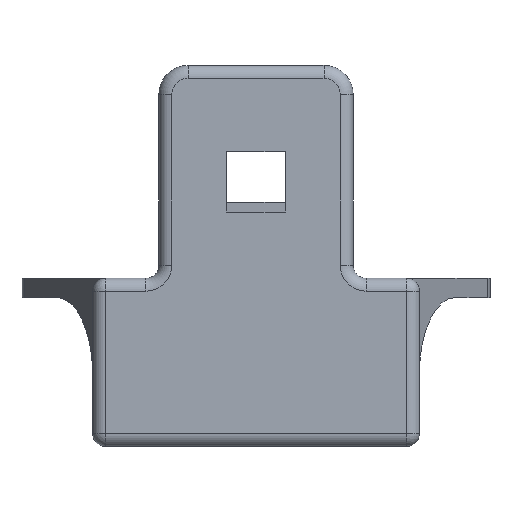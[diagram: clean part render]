
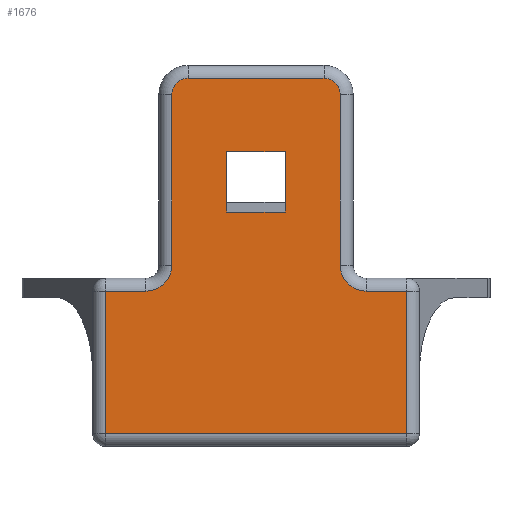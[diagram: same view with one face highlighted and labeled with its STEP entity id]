
A CAD part, front view. The second image highlights one B-rep face of the part: STEP entity #1676.
In plain terms, the highlighted planar face has unit normal (0, -1, 0).
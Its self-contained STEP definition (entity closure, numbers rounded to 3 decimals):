
#46=FACE_BOUND('',#282,.T.);
#84=PLANE('',#1849);
#174=FACE_OUTER_BOUND('',#281,.T.);
#281=EDGE_LOOP('',(#1444,#1445,#1446,#1447,#1448,#1449,#1450,#1451,#1452,
#1453,#1454,#1455));
#282=EDGE_LOOP('',(#1456,#1457,#1458,#1459));
#376=LINE('',#2612,#529);
#378=LINE('',#2624,#531);
#383=LINE('',#2639,#536);
#402=LINE('',#2697,#555);
#405=LINE('',#2717,#558);
#408=LINE('',#2727,#561);
#421=LINE('',#2765,#574);
#434=LINE('',#2803,#587);
#437=LINE('',#2816,#590);
#438=LINE('',#2818,#591);
#439=LINE('',#2820,#592);
#440=LINE('',#2821,#593);
#529=VECTOR('',#2077,10.);
#531=VECTOR('',#2091,10.);
#536=VECTOR('',#2108,10.);
#555=VECTOR('',#2159,10.);
#558=VECTOR('',#2182,10.);
#561=VECTOR('',#2195,10.);
#574=VECTOR('',#2236,10.);
#587=VECTOR('',#2289,10.);
#590=VECTOR('',#2308,10.);
#591=VECTOR('',#2309,10.);
#592=VECTOR('',#2310,10.);
#593=VECTOR('',#2311,10.);
#645=CIRCLE('',#1761,4.);
#651=CIRCLE('',#1769,2.5);
#668=CIRCLE('',#1799,4.);
#671=CIRCLE('',#1804,2.5);
#762=VERTEX_POINT('',#2604);
#763=VERTEX_POINT('',#2606);
#764=VERTEX_POINT('',#2610);
#765=VERTEX_POINT('',#2615);
#768=VERTEX_POINT('',#2620);
#772=VERTEX_POINT('',#2637);
#795=VERTEX_POINT('',#2696);
#799=VERTEX_POINT('',#2708);
#800=VERTEX_POINT('',#2710);
#802=VERTEX_POINT('',#2715);
#803=VERTEX_POINT('',#2723);
#815=VERTEX_POINT('',#2764);
#821=VERTEX_POINT('',#2814);
#822=VERTEX_POINT('',#2815);
#823=VERTEX_POINT('',#2817);
#824=VERTEX_POINT('',#2819);
#937=EDGE_CURVE('',#762,#763,#645,.T.);
#940=EDGE_CURVE('',#764,#762,#376,.T.);
#945=EDGE_CURVE('',#768,#765,#651,.T.);
#946=EDGE_CURVE('',#763,#768,#378,.T.);
#954=EDGE_CURVE('',#772,#764,#383,.T.);
#983=EDGE_CURVE('',#765,#795,#402,.T.);
#990=EDGE_CURVE('',#799,#800,#668,.T.);
#993=EDGE_CURVE('',#802,#799,#405,.T.);
#995=EDGE_CURVE('',#795,#802,#671,.T.);
#999=EDGE_CURVE('',#800,#803,#408,.T.);
#1018=EDGE_CURVE('',#803,#815,#421,.T.);
#1038=EDGE_CURVE('',#815,#772,#434,.T.);
#1043=EDGE_CURVE('',#821,#822,#437,.T.);
#1044=EDGE_CURVE('',#823,#821,#438,.T.);
#1045=EDGE_CURVE('',#824,#823,#439,.T.);
#1046=EDGE_CURVE('',#822,#824,#440,.T.);
#1444=ORIENTED_EDGE('',*,*,#940,.F.);
#1445=ORIENTED_EDGE('',*,*,#954,.F.);
#1446=ORIENTED_EDGE('',*,*,#1038,.F.);
#1447=ORIENTED_EDGE('',*,*,#1018,.F.);
#1448=ORIENTED_EDGE('',*,*,#999,.F.);
#1449=ORIENTED_EDGE('',*,*,#990,.F.);
#1450=ORIENTED_EDGE('',*,*,#993,.F.);
#1451=ORIENTED_EDGE('',*,*,#995,.F.);
#1452=ORIENTED_EDGE('',*,*,#983,.F.);
#1453=ORIENTED_EDGE('',*,*,#945,.F.);
#1454=ORIENTED_EDGE('',*,*,#946,.F.);
#1455=ORIENTED_EDGE('',*,*,#937,.F.);
#1456=ORIENTED_EDGE('',*,*,#1043,.F.);
#1457=ORIENTED_EDGE('',*,*,#1044,.F.);
#1458=ORIENTED_EDGE('',*,*,#1045,.F.);
#1459=ORIENTED_EDGE('',*,*,#1046,.F.);
#1676=ADVANCED_FACE('',(#174,#46),#84,.T.);
#1761=AXIS2_PLACEMENT_3D('',#2607,#2069,#2070);
#1769=AXIS2_PLACEMENT_3D('',#2622,#2087,#2088);
#1799=AXIS2_PLACEMENT_3D('',#2711,#2174,#2175);
#1804=AXIS2_PLACEMENT_3D('',#2720,#2186,#2187);
#1849=AXIS2_PLACEMENT_3D('',#2813,#2306,#2307);
#2069=DIRECTION('center_axis',(0.,-1.,0.));
#2070=DIRECTION('ref_axis',(0.707,0.,-0.707));
#2077=DIRECTION('',(1.,0.,0.));
#2087=DIRECTION('center_axis',(0.,1.,0.));
#2088=DIRECTION('ref_axis',(-0.957,0.,0.29));
#2091=DIRECTION('',(0.,0.,1.));
#2108=DIRECTION('',(0.,0.,1.));
#2159=DIRECTION('',(1.,0.,0.));
#2174=DIRECTION('center_axis',(0.,-1.,0.));
#2175=DIRECTION('ref_axis',(-0.707,0.,-0.707));
#2182=DIRECTION('',(0.,0.,-1.));
#2186=DIRECTION('center_axis',(0.,1.,0.));
#2187=DIRECTION('ref_axis',(0.957,0.,0.29));
#2195=DIRECTION('',(1.,0.,0.));
#2236=DIRECTION('',(0.,0.,-1.));
#2289=DIRECTION('',(-1.,0.,0.));
#2306=DIRECTION('center_axis',(0.,-1.,0.));
#2307=DIRECTION('ref_axis',(1.,0.,0.));
#2308=DIRECTION('',(1.,0.,0.));
#2309=DIRECTION('',(0.,0.,-1.));
#2310=DIRECTION('',(-1.,0.,0.));
#2311=DIRECTION('',(0.,0.,1.));
#2604=CARTESIAN_POINT('',(-16.998,-4.05,-34.942));
#2606=CARTESIAN_POINT('',(-12.998,-4.05,-30.942));
#2607=CARTESIAN_POINT('Origin',(-16.998,-4.05,-30.942));
#2610=CARTESIAN_POINT('',(-23.225,-4.05,-34.942));
#2612=CARTESIAN_POINT('',(5.251,-4.05,-34.942));
#2615=CARTESIAN_POINT('',(-10.498,-4.05,-2.08));
#2620=CARTESIAN_POINT('',(-12.998,-4.05,-4.58));
#2622=CARTESIAN_POINT('Origin',(-10.498,-4.05,-4.58));
#2624=CARTESIAN_POINT('',(-12.998,-4.05,-37.942));
#2637=CARTESIAN_POINT('',(-23.225,-4.05,-56.942));
#2639=CARTESIAN_POINT('',(-23.225,-4.05,-52.692));
#2696=CARTESIAN_POINT('',(10.502,-4.05,-2.08));
#2697=CARTESIAN_POINT('',(-5.249,-4.05,-2.08));
#2708=CARTESIAN_POINT('',(13.002,-4.05,-30.942));
#2710=CARTESIAN_POINT('',(17.002,-4.05,-34.942));
#2711=CARTESIAN_POINT('Origin',(17.002,-4.05,-30.942));
#2715=CARTESIAN_POINT('',(13.002,-4.05,-4.58));
#2717=CARTESIAN_POINT('',(13.002,-4.05,-28.011));
#2720=CARTESIAN_POINT('Origin',(10.502,-4.05,-4.58));
#2723=CARTESIAN_POINT('',(23.225,-4.05,-34.942));
#2727=CARTESIAN_POINT('',(5.251,-4.05,-34.942));
#2764=CARTESIAN_POINT('',(23.225,-4.05,-56.942));
#2765=CARTESIAN_POINT('',(23.225,-4.05,-40.192));
#2803=CARTESIAN_POINT('',(12.613,-4.05,-56.942));
#2813=CARTESIAN_POINT('Origin',(0.,-4.05,
-46.442));
#2814=CARTESIAN_POINT('',(-4.506,-4.05,-22.717));
#2815=CARTESIAN_POINT('',(4.494,-4.05,-22.717));
#2816=CARTESIAN_POINT('',(-0.003,-4.05,-22.717));
#2817=CARTESIAN_POINT('',(-4.506,-4.05,-13.399));
#2818=CARTESIAN_POINT('',(-4.506,-4.05,-31.67));
#2819=CARTESIAN_POINT('',(4.494,-4.05,-13.399));
#2820=CARTESIAN_POINT('',(-0.003,-4.05,-13.399));
#2821=CARTESIAN_POINT('',(4.494,-4.05,-31.67));
